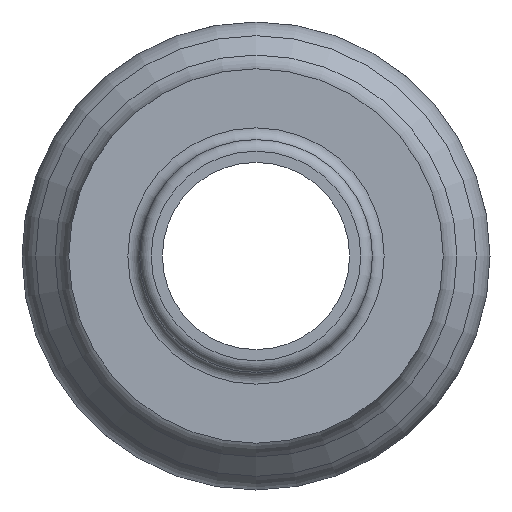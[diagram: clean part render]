
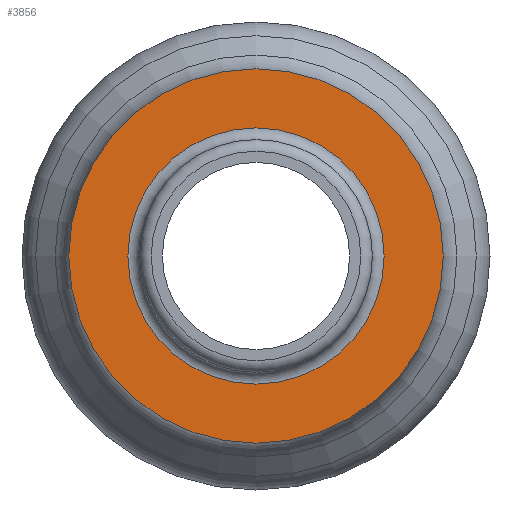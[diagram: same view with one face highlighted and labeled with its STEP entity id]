
A CAD part, left-side view. The second image highlights one B-rep face of the part: STEP entity #3856.
In plain terms, the highlighted planar face has unit normal (-1, 0, 0).
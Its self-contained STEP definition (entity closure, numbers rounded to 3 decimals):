
#350 = AXIS2_PLACEMENT_3D ( 'NONE', #4427, #4457, #4430 ) ;
#482 = AXIS2_PLACEMENT_3D ( 'NONE', #3387, #3408, #3386 ) ;
#678 = CIRCLE ( 'NONE', #350, 8. ) ;
#788 = EDGE_LOOP ( 'NONE', ( #1160 ) ) ;
#838 = EDGE_LOOP ( 'NONE', ( #1385 ) ) ;
#955 = CIRCLE ( 'NONE', #1516, 5.475 ) ;
#1160 = ORIENTED_EDGE ( 'NONE', *, *, #1538, .F. ) ;
#1385 = ORIENTED_EDGE ( 'NONE', *, *, #1544, .T. ) ;
#1516 = AXIS2_PLACEMENT_3D ( 'NONE', #4385, #4386, #4466 ) ;
#1538 = EDGE_CURVE ( 'NONE', #3224, #3224, #955, .T. ) ;
#1544 = EDGE_CURVE ( 'NONE', #3227, #3227, #678, .T. ) ;
#2479 = FACE_BOUND ( 'NONE', #788, .T. ) ;
#2480 = FACE_OUTER_BOUND ( 'NONE', #838, .T. ) ;
#2541 = CARTESIAN_POINT ( 'NONE',  ( 22.5, 0., 8. ) ) ;
#2563 = CARTESIAN_POINT ( 'NONE',  ( 22.5, 0., 5.475 ) ) ;
#3224 = VERTEX_POINT ( 'NONE', #2563 ) ;
#3227 = VERTEX_POINT ( 'NONE', #2541 ) ;
#3386 = DIRECTION ( 'NONE',  ( 0., 0., -1. ) ) ;
#3387 = CARTESIAN_POINT ( 'NONE',  ( 22.5, 8., 0. ) ) ;
#3408 = DIRECTION ( 'NONE',  ( 1., 0., 0. ) ) ;
#3563 = PLANE ( 'NONE',  #482 ) ;
#3856 = ADVANCED_FACE ( 'NONE', ( #2479, #2480 ), #3563, .F. ) ;
#4385 = CARTESIAN_POINT ( 'NONE',  ( 22.5, 0., 0. ) ) ;
#4386 = DIRECTION ( 'NONE',  ( -1., 0., 0. ) ) ;
#4427 = CARTESIAN_POINT ( 'NONE',  ( 22.5, 0., 0. ) ) ;
#4430 = DIRECTION ( 'NONE',  ( 0., 0., 1. ) ) ;
#4457 = DIRECTION ( 'NONE',  ( -1., 0., 0. ) ) ;
#4466 = DIRECTION ( 'NONE',  ( 0., 0., 1. ) ) ;
